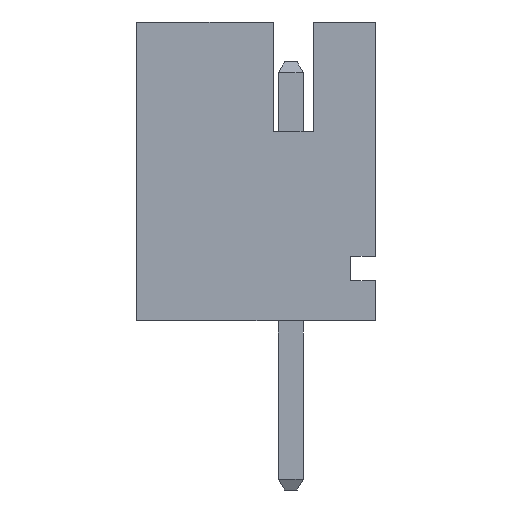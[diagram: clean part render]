
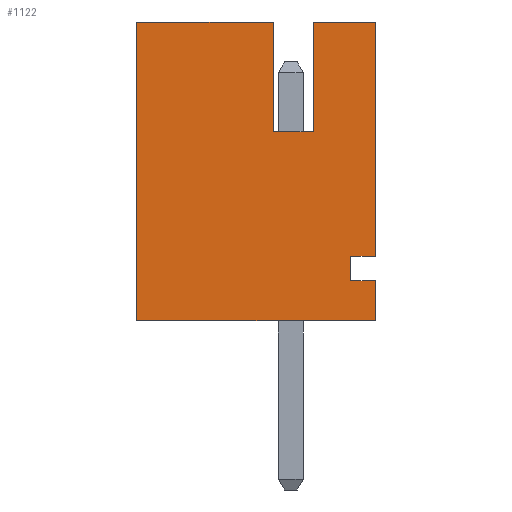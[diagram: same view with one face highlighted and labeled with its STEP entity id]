
A CAD part, left-side view. The second image highlights one B-rep face of the part: STEP entity #1122.
In plain terms, the highlighted planar face has unit normal (-1, 0, 0).
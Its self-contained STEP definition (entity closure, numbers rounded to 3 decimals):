
#1122=ADVANCED_FACE('',(#2093),#2095,.T.);
#2093=FACE_BOUND('',#2094,.T.);
#2094=EDGE_LOOP('',(#2892,#2893,#2894,#2895,#2896,#2897,#2898,#2899,#2900,#2901,
#2902,#2903));
#2095=PLANE('',#2096);
#2096=AXIS2_PLACEMENT_3D('',#2097,#2098,#2099);
#2097=CARTESIAN_POINT('',(-28.,3.1,0.));
#2098=DIRECTION('',(-1.,0.,0.));
#2099=DIRECTION('',(0.,-1.,0.));
#2892=ORIENTED_EDGE('',*,*,#3401,.T.);
#2893=ORIENTED_EDGE('',*,*,#3402,.T.);
#2894=ORIENTED_EDGE('',*,*,#3403,.F.);
#2895=ORIENTED_EDGE('',*,*,#3344,.F.);
#2896=ORIENTED_EDGE('',*,*,#3393,.T.);
#2897=ORIENTED_EDGE('',*,*,#3400,.T.);
#2898=ORIENTED_EDGE('',*,*,#3404,.T.);
#2899=ORIENTED_EDGE('',*,*,#3405,.T.);
#2900=ORIENTED_EDGE('',*,*,#3406,.T.);
#2901=ORIENTED_EDGE('',*,*,#3407,.T.);
#2902=ORIENTED_EDGE('',*,*,#3408,.F.);
#2903=ORIENTED_EDGE('',*,*,#3409,.T.);
#3344=EDGE_CURVE('',#3826,#3828,#3829,.T.);
#3393=EDGE_CURVE('',#3826,#3884,#3886,.T.);
#3400=EDGE_CURVE('',#3884,#3897,#3899,.T.);
#3401=EDGE_CURVE('',#3900,#3901,#3902,.F.);
#3402=EDGE_CURVE('',#3901,#3903,#3904,.F.);
#3403=EDGE_CURVE('',#3828,#3903,#3905,.T.);
#3404=EDGE_CURVE('',#3897,#3906,#3907,.F.);
#3405=EDGE_CURVE('',#3906,#3908,#3909,.T.);
#3406=EDGE_CURVE('',#3908,#3910,#3911,.F.);
#3407=EDGE_CURVE('',#3910,#3912,#3913,.T.);
#3408=EDGE_CURVE('',#3914,#3912,#3915,.T.);
#3409=EDGE_CURVE('',#3914,#3900,#3916,.F.);
#3826=VERTEX_POINT('',#4721);
#3828=VERTEX_POINT('',#4725);
#3829=LINE('',#4726,#4727);
#3884=VERTEX_POINT('',#4877);
#3886=LINE('',#4881,#4882);
#3897=VERTEX_POINT('',#4904);
#3899=LINE('',#4908,#4909);
#3900=VERTEX_POINT('',#4911);
#3901=VERTEX_POINT('',#4912);
#3902=LINE('',#4913,#4914);
#3903=VERTEX_POINT('',#4916);
#3904=LINE('',#4917,#4918);
#3905=LINE('',#4920,#4921);
#3906=VERTEX_POINT('',#4923);
#3907=LINE('',#4924,#4925);
#3908=VERTEX_POINT('',#4927);
#3909=LINE('',#4928,#4929);
#3910=VERTEX_POINT('',#4931);
#3911=LINE('',#4932,#4933);
#3912=VERTEX_POINT('',#4935);
#3913=LINE('',#4936,#4937);
#3914=VERTEX_POINT('',#4939);
#3915=LINE('',#4940,#4941);
#3916=LINE('',#4943,#4944);
#4721=CARTESIAN_POINT('',(-28.,3.1,0.));
#4725=CARTESIAN_POINT('',(-28.,3.1,6.));
#4726=CARTESIAN_POINT('',(-28.,3.1,0.));
#4727=VECTOR('',#4728,1.);
#4728=DIRECTION('',(0.,0.,1.));
#4877=CARTESIAN_POINT('',(-28.,-1.7,0.));
#4881=CARTESIAN_POINT('',(-28.,3.1,0.));
#4882=VECTOR('',#4883,1.);
#4883=DIRECTION('',(0.,-1.,0.));
#4904=CARTESIAN_POINT('',(-28.,-1.7,0.8));
#4908=CARTESIAN_POINT('',(-28.,-1.7,0.));
#4909=VECTOR('',#4910,1.);
#4910=DIRECTION('',(0.,0.,1.));
#4911=CARTESIAN_POINT('',(-28.,-0.45,3.8));
#4912=CARTESIAN_POINT('',(-28.,0.35,3.8));
#4913=CARTESIAN_POINT('',(-28.,0.35,3.8));
#4914=VECTOR('',#4915,1.);
#4915=DIRECTION('',(0.,-1.,0.));
#4916=CARTESIAN_POINT('',(-28.,0.35,6.));
#4917=CARTESIAN_POINT('',(-28.,0.35,6.));
#4918=VECTOR('',#4919,1.);
#4919=DIRECTION('',(0.,0.,-1.));
#4920=CARTESIAN_POINT('',(-28.,3.1,6.));
#4921=VECTOR('',#4922,1.);
#4922=DIRECTION('',(0.,-1.,0.));
#4923=CARTESIAN_POINT('',(-28.,-1.2,0.8));
#4924=CARTESIAN_POINT('',(-28.,-1.2,0.8));
#4925=VECTOR('',#4926,1.);
#4926=DIRECTION('',(0.,-1.,0.));
#4927=CARTESIAN_POINT('',(-28.,-1.2,1.3));
#4928=CARTESIAN_POINT('',(-28.,-1.2,0.8));
#4929=VECTOR('',#4930,1.);
#4930=DIRECTION('',(0.,0.,1.));
#4931=CARTESIAN_POINT('',(-28.,-1.7,1.3));
#4932=CARTESIAN_POINT('',(-28.,-1.7,1.3));
#4933=VECTOR('',#4934,1.);
#4934=DIRECTION('',(0.,1.,0.));
#4935=CARTESIAN_POINT('',(-28.,-1.7,6.));
#4936=CARTESIAN_POINT('',(-28.,-1.7,1.3));
#4937=VECTOR('',#4938,1.);
#4938=DIRECTION('',(0.,0.,1.));
#4939=CARTESIAN_POINT('',(-28.,-0.45,6.));
#4940=CARTESIAN_POINT('',(-28.,-0.45,6.));
#4941=VECTOR('',#4942,1.);
#4942=DIRECTION('',(0.,-1.,0.));
#4943=CARTESIAN_POINT('',(-28.,-0.45,3.8));
#4944=VECTOR('',#4945,1.);
#4945=DIRECTION('',(0.,0.,1.));
